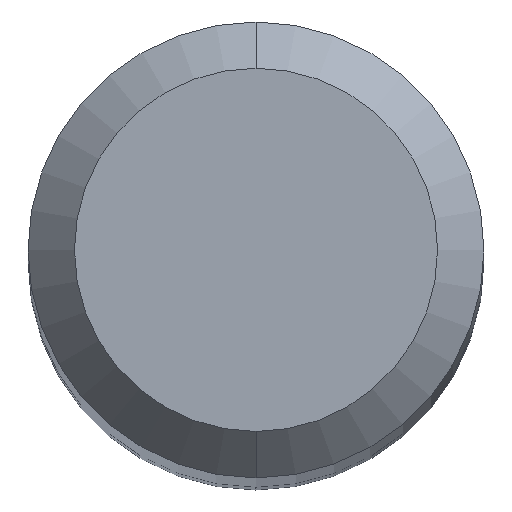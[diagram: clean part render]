
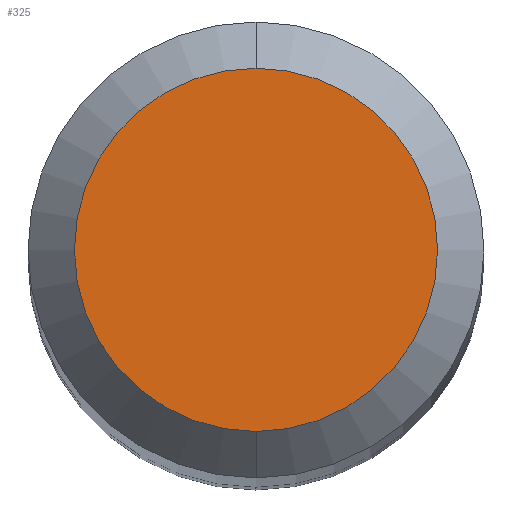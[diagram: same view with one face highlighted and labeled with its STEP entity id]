
A CAD part, top view. The second image highlights one B-rep face of the part: STEP entity #325.
In plain terms, the highlighted planar face has unit normal (0, 0, 1).
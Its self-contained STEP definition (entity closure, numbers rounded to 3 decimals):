
#1 = VERTEX_POINT ( 'NONE', #94 ) ;
#5 = EDGE_CURVE ( 'NONE', #9, #1, #24, .T. ) ;
#9 = VERTEX_POINT ( 'NONE', #265 ) ;
#24 = CIRCLE ( 'NONE', #115, 1.175 ) ;
#46 = EDGE_CURVE ( 'NONE', #1, #9, #263, .T. ) ;
#68 = AXIS2_PLACEMENT_3D ( 'NONE', #168, #71, #211 ) ;
#69 = ORIENTED_EDGE ( 'NONE', *, *, #5, .F. ) ;
#71 = DIRECTION ( 'NONE',  ( 0., 0., -1. ) ) ;
#87 = DIRECTION ( 'NONE',  ( 0., 0., -1. ) ) ;
#91 = DIRECTION ( 'NONE',  ( 0., 1., 0. ) ) ;
#94 = CARTESIAN_POINT ( 'NONE',  ( 0., -1.175, 46. ) ) ;
#95 = PLANE ( 'NONE',  #97 ) ;
#97 = AXIS2_PLACEMENT_3D ( 'NONE', #128, #220, #174 ) ;
#114 = FACE_OUTER_BOUND ( 'NONE', #126, .T. ) ;
#115 = AXIS2_PLACEMENT_3D ( 'NONE', #209, #87, #91 ) ;
#126 = EDGE_LOOP ( 'NONE', ( #69, #310 ) ) ;
#128 = CARTESIAN_POINT ( 'NONE',  ( 0., 0., 46. ) ) ;
#168 = CARTESIAN_POINT ( 'NONE',  ( 0., 0., 46. ) ) ;
#174 = DIRECTION ( 'NONE',  ( 0., 1., 0. ) ) ;
#209 = CARTESIAN_POINT ( 'NONE',  ( 0., 0., 46. ) ) ;
#211 = DIRECTION ( 'NONE',  ( 0., 1., 0. ) ) ;
#220 = DIRECTION ( 'NONE',  ( 0., 0., -1. ) ) ;
#263 = CIRCLE ( 'NONE', #68, 1.175 ) ;
#265 = CARTESIAN_POINT ( 'NONE',  ( 0., 1.175, 46. ) ) ;
#310 = ORIENTED_EDGE ( 'NONE', *, *, #46, .F. ) ;
#325 = ADVANCED_FACE ( 'NONE', ( #114 ), #95, .F. ) ;
